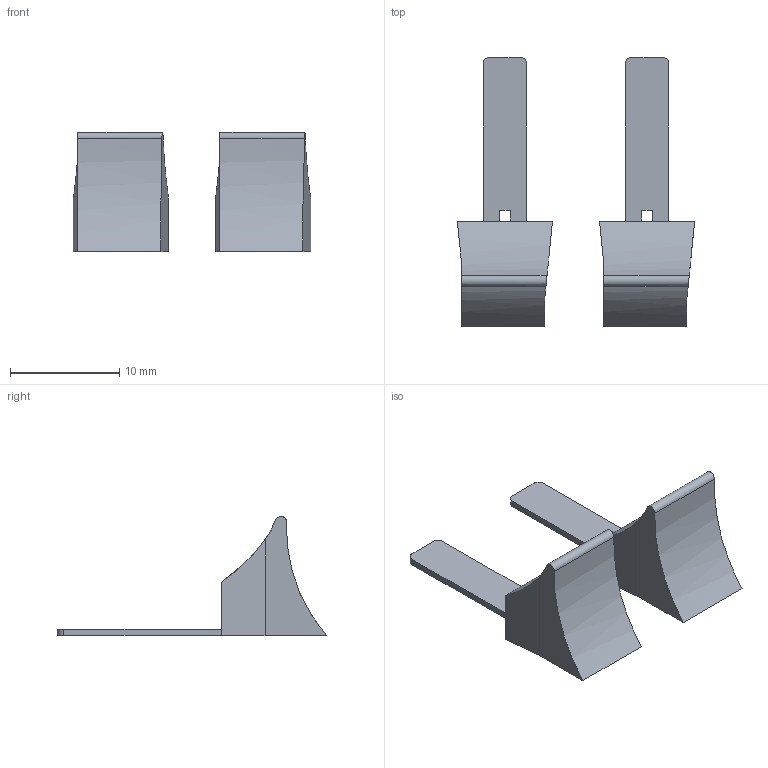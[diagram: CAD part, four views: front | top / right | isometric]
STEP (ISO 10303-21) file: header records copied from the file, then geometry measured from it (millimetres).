
FILE_DESCRIPTION(/* description */ ('STEP AP242','CAx-IF Rec.Pracs.---Representation and Presentation of Product Manufacturing Information (PMI)---4.0---2014-10-13','CAx-IF Rec.Pracs.---3D Tessellated Geometry---0.4---2014-09-14','2;1'),/* implementation_level */ '2;1');
FILE_NAME(/* name */ 'A4T Backflow Inhibitor [x2]',/* time_stamp */ '2025-01-12T06:32:03Z',/* author */ (''),/* organization */ (''),/* preprocessor_version */ 'ST-DEVELOPER v20',/* originating_system */ 'ONSHAPE BY PTC INC, 1.192',/* authorisation */ ' ');
FILE_SCHEMA (('AP242_MANAGED_MODEL_BASED_3D_ENGINEERING_MIM_LF { 1 0 10303 442 1 1 4 }'));
Length unit declared in the file: millimetre
Products named in the file (2): A4T Backflow Inhibitor [x2]; Fan Insert
Assembly tree (2 placements, depth 2):
  A4T Backflow Inhibitor [x2]
    Fan Insert  x2
Bounding box: 21.7 x 24.64 x 10.9 mm (x, y, z)
Volume: 990.7 mm3; surface area: 1064.8 mm2
Topology: 2 solids, 2 shells, 36 faces, 102 edges, 68 vertices
Faces by surface type: plane 26, cylinder 8, bspline 2
Entity records: 643 total; most frequent: CARTESIAN_POINT 121, ORIENTED_EDGE 102, DIRECTION 97, EDGE_CURVE 51, LINE 39, VECTOR 39, VERTEX_POINT 34, AXIS2_PLACEMENT_3D 29
